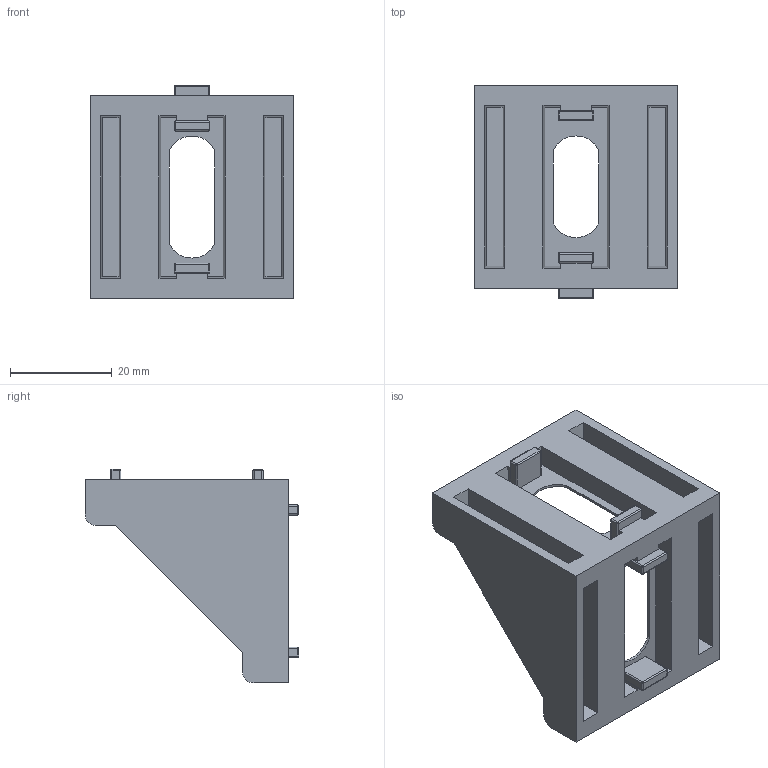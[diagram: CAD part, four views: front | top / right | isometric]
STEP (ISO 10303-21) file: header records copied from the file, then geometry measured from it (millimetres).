
FILE_DESCRIPTION (( 'STEP AP203' ), '1' );
FILE_NAME ('CT4040.STEP', '2018-04-03T10:51:02', ( 'User2' ), ( '' ), 'SwSTEP 2.0', 'SolidWorks 2007', '' );
FILE_SCHEMA (( 'CONFIG_CONTROL_DESIGN' ));
Length unit declared in the file: millimetre
Products named in the file (1): CT4040
Bounding box: 40 x 42 x 42 mm (x, y, z)
Volume: 12427.6 mm3; surface area: 10684.7 mm2
Topology: 1 solids, 1 shells, 136 faces, 354 edges, 212 vertices
Faces by surface type: plane 82, cylinder 40, bspline 14
Entity records: 4227 total; most frequent: CARTESIAN_POINT 905, ORIENTED_EDGE 680, DIRECTION 660, EDGE_CURVE 340, VECTOR 262, LINE 262, VERTEX_POINT 212, AXIS2_PLACEMENT_3D 199
